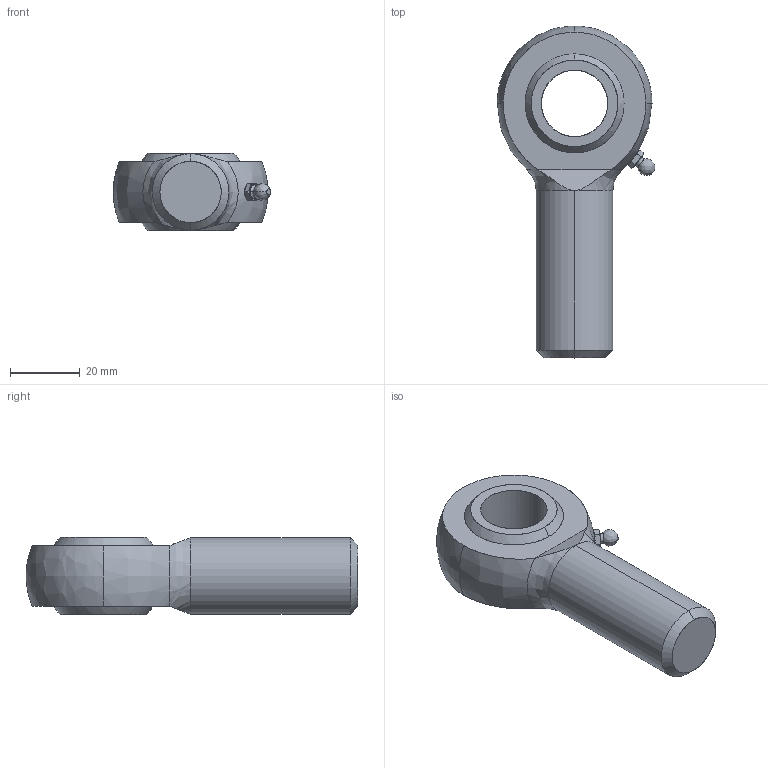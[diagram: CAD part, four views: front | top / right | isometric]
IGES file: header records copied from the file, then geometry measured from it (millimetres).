
Start section: SolidWorks IGES file using analytic representation for surfaces
Global section: file name: ARDEFAU081323712611.igs; native system: SolidWorks 2017; preprocessor: SolidWorks 2017; author: partstream; date: 170813.023703; units: millimetre
Bounding box: 45.27 x 95.25 x 22.23 mm (x, y, z)
Surface area: 9780.1 mm2 (no closed solid volume)
Topology: 0 solids, 0 shells, 52 faces, 865 edges, 869 vertices
Faces by surface type: bspline 30, revolution 22
